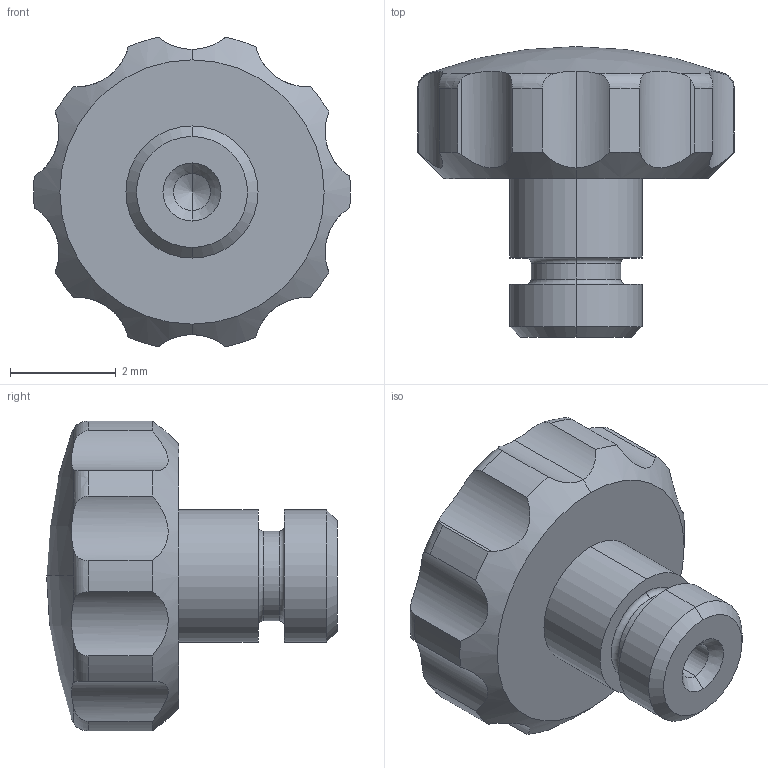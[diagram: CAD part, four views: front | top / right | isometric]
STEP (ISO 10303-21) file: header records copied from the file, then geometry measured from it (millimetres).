
FILE_DESCRIPTION (( 'STEP AP203' ), '1' );
FILE_NAME ('B200-COU-x_00.STEP', '2022-03-21T22:30:42', ( '' ), ( '' ), 'SwSTEP 2.0', 'SolidWorks 2012', '' );
FILE_SCHEMA (( 'CONFIG_CONTROL_DESIGN' ));
Length unit declared in the file: millimetre
Products named in the file (1): B200-COU-x_00
Bounding box: 6 x 5.5 x 5.86 mm (x, y, z)
Volume: 68.2 mm3; surface area: 118.8 mm2
Topology: 1 solids, 1 shells, 59 faces, 152 edges, 97 vertices
Faces by surface type: cylinder 31, torus 14, cone 8, plane 4, sphere 2
Entity records: 2032 total; most frequent: CARTESIAN_POINT 560, ORIENTED_EDGE 300, DIRECTION 287, EDGE_CURVE 150, AXIS2_PLACEMENT_3D 124, VERTEX_POINT 97, CIRCLE 64, EDGE_LOOP 63
